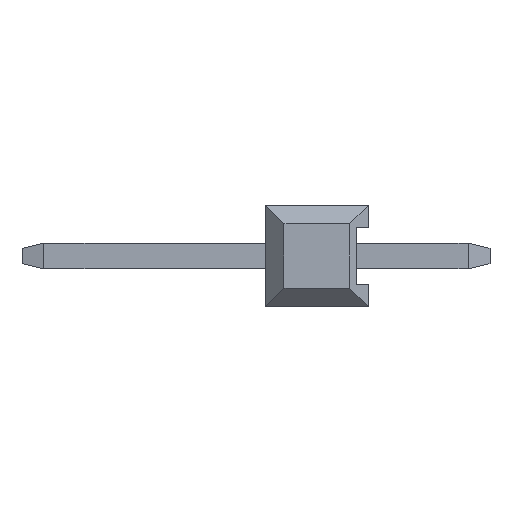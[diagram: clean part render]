
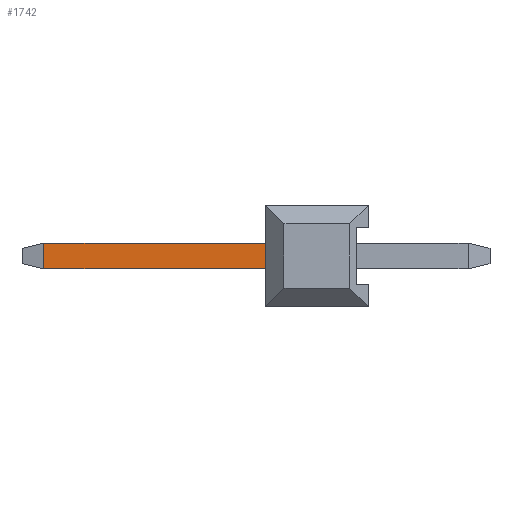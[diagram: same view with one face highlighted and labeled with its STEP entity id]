
A CAD part, left-side view. The second image highlights one B-rep face of the part: STEP entity #1742.
In plain terms, the highlighted planar face has unit normal (-1, 0, 0).
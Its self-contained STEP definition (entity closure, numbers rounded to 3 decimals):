
#33 = EDGE_LOOP ( 'NONE', ( #186, #184, #185, #183 ) ) ;
#183 = ORIENTED_EDGE ( 'NONE', *, *, #5769, .T. ) ;
#184 = ORIENTED_EDGE ( 'NONE', *, *, #1622, .T. ) ;
#185 = ORIENTED_EDGE ( 'NONE', *, *, #1644, .T. ) ;
#186 = ORIENTED_EDGE ( 'NONE', *, *, #1638, .F. ) ;
#785 = VECTOR ( 'NONE', #6634, 1000. ) ;
#1108 = VERTEX_POINT ( 'NONE', #6321 ) ;
#1168 = VERTEX_POINT ( 'NONE', #6381 ) ;
#1184 = VERTEX_POINT ( 'NONE', #6397 ) ;
#1190 = VERTEX_POINT ( 'NONE', #6403 ) ;
#1622 = EDGE_CURVE ( 'NONE', #1190, #1108, #6476, .T. ) ;
#1638 = EDGE_CURVE ( 'NONE', #1190, #1168, #6605, .T. ) ;
#1644 = EDGE_CURVE ( 'NONE', #1108, #1184, #6632, .T. ) ;
#1742 = ADVANCED_FACE ( 'NONE', ( #3251 ), #2546, .T. ) ;
#1979 = VECTOR ( 'NONE', #6478, 1000. ) ;
#2546 = PLANE ( 'NONE',  #3278 ) ;
#2565 = CARTESIAN_POINT ( 'NONE',  ( -0.32, 8.54, 0.32 ) ) ;
#2566 = DIRECTION ( 'NONE',  ( -1., 0., 0. ) ) ;
#2567 = DIRECTION ( 'NONE',  ( 0., 0., 1. ) ) ;
#3251 = FACE_OUTER_BOUND ( 'NONE', #33, .T. ) ;
#3278 = AXIS2_PLACEMENT_3D ( 'NONE', #2565, #2566, #2567 ) ;
#4861 = VECTOR ( 'NONE', #5135, 1000. ) ;
#5133 = LINE ( 'NONE', #5134, #4861 ) ;
#5134 = CARTESIAN_POINT ( 'NONE',  ( -0.32, 2.54, -0.32 ) ) ;
#5135 = DIRECTION ( 'NONE',  ( 0., 0., 1. ) ) ;
#5621 = VECTOR ( 'NONE', #6607, 1000. ) ;
#5769 = EDGE_CURVE ( 'NONE', #1184, #1168, #5133, .T. ) ;
#6321 = CARTESIAN_POINT ( 'NONE',  ( -0.32, 7.999, -0.32 ) ) ;
#6381 = CARTESIAN_POINT ( 'NONE',  ( -0.32, 2.54, 0.32 ) ) ;
#6397 = CARTESIAN_POINT ( 'NONE',  ( -0.32, 2.54, -0.32 ) ) ;
#6403 = CARTESIAN_POINT ( 'NONE',  ( -0.32, 7.999, 0.32 ) ) ;
#6476 = LINE ( 'NONE', #6477, #1979 ) ;
#6477 = CARTESIAN_POINT ( 'NONE',  ( -0.32, 7.999, 0.32 ) ) ;
#6478 = DIRECTION ( 'NONE',  ( 0., 0., -1. ) ) ;
#6605 = LINE ( 'NONE', #6606, #5621 ) ;
#6606 = CARTESIAN_POINT ( 'NONE',  ( -0.32, 8.54, 0.32 ) ) ;
#6607 = DIRECTION ( 'NONE',  ( 0., -1., 0. ) ) ;
#6632 = LINE ( 'NONE', #6633, #785 ) ;
#6633 = CARTESIAN_POINT ( 'NONE',  ( -0.32, 8.54, -0.32 ) ) ;
#6634 = DIRECTION ( 'NONE',  ( 0., -1., 0. ) ) ;
